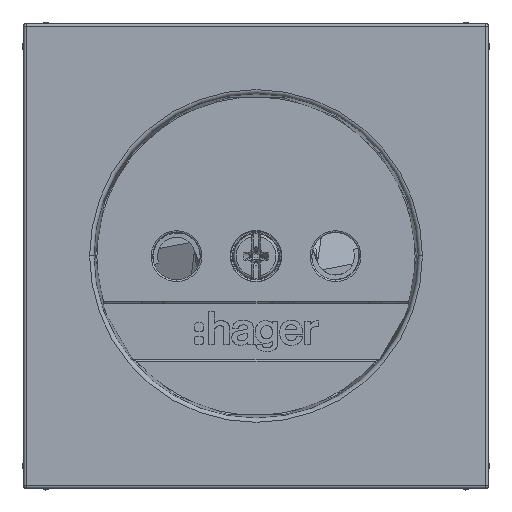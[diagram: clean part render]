
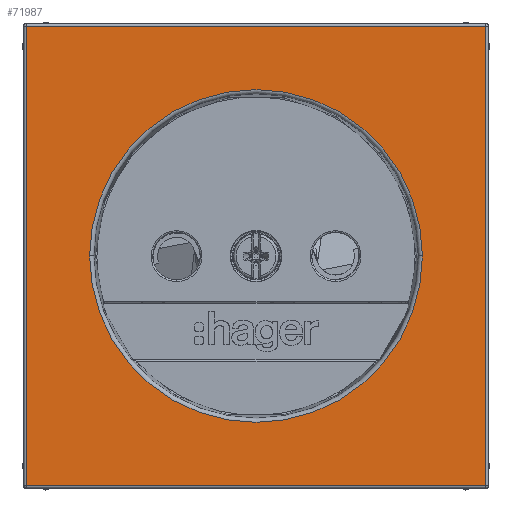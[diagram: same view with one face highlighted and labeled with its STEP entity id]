
A CAD part, top view. The second image highlights one B-rep face of the part: STEP entity #71987.
In plain terms, the highlighted face is planar.
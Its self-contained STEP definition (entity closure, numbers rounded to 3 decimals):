
#53510=CARTESIAN_POINT('',(0.,6.2,0.));
#53511=DIRECTION('',(0.,-1.,0.));
#53512=DIRECTION('',(-1.,0.,0.));
#53513=AXIS2_PLACEMENT_3D('',#53510,#53511,#53512);
#53518=CARTESIAN_POINT('',(0.,6.2,0.));
#53519=DIRECTION('',(0.,-1.,0.));
#53520=DIRECTION('',(1.,0.,0.));
#53521=AXIS2_PLACEMENT_3D('',#53518,#53519,#53520);
#53526=DIRECTION('',(1.,0.,0.));
#53527=VECTOR('',#53526,54.881);
#53528=CARTESIAN_POINT('',(-27.44,6.2,27.44));
#53529=LINE('20867',#53528,#53527);
#53533=DIRECTION('',(0.,0.,1.));
#53534=VECTOR('',#53533,54.881);
#53535=CARTESIAN_POINT('',(-27.44,6.2,-27.44));
#53536=LINE('20871',#53535,#53534);
#53540=DIRECTION('',(-1.,0.,0.));
#53541=VECTOR('',#53540,54.881);
#53542=CARTESIAN_POINT('',(27.44,6.2,-27.44));
#53543=LINE('20877',#53542,#53541);
#53547=DIRECTION('',(0.,0.,-1.));
#53548=VECTOR('',#53547,54.881);
#53549=CARTESIAN_POINT('',(27.44,6.2,27.44));
#53550=LINE('20882',#53549,#53548);
#69939=CARTESIAN_POINT('',(-27.44,6.2,27.44));
#69940=CARTESIAN_POINT('',(27.44,6.2,27.44));
#69941=VERTEX_POINT('',#69939);
#69942=VERTEX_POINT('',#69940);
#69949=CARTESIAN_POINT('',(-27.44,6.2,-27.44));
#69950=VERTEX_POINT('',#69949);
#69961=CARTESIAN_POINT('',(27.44,6.2,-27.44));
#69962=VERTEX_POINT('',#69961);
#70099=CARTESIAN_POINT('',(-19.874,6.2,0.));
#70100=CARTESIAN_POINT('',(19.874,6.2,0.));
#70101=VERTEX_POINT('',#70099);
#70102=VERTEX_POINT('',#70100);
#71966=CARTESIAN_POINT('',(0.,6.2,0.));
#71967=DIRECTION('',(0.,1.,0.));
#71968=DIRECTION('',(0.,0.,-1.));
#71969=AXIS2_PLACEMENT_3D('',#71966,#71967,#71968);
#71970=PLANE('12759',#71969);
#71972=ORIENTED_EDGE('20867',*,*,#71971,.F.);
#71974=ORIENTED_EDGE('20871',*,*,#71973,.F.);
#71976=ORIENTED_EDGE('20877',*,*,#71975,.F.);
#71978=ORIENTED_EDGE('20882',*,*,#71977,.F.);
#71979=EDGE_LOOP('12759',(#71972,#71974,#71976,#71978));
#71980=FACE_OUTER_BOUND('12759',#71979,.F.);
#71982=ORIENTED_EDGE('27372',*,*,#71981,.F.);
#71984=ORIENTED_EDGE('27374',*,*,#71983,.F.);
#71985=EDGE_LOOP('12759',(#71982,#71984));
#71986=FACE_BOUND('12759',#71985,.F.);
#53514=CIRCLE('27372',#53513,19.874);
#53522=CIRCLE('27374',#53521,19.874);
#71971=EDGE_CURVE('20867',#69941,#69942,#53529,.T.);
#71973=EDGE_CURVE('20871',#69950,#69941,#53536,.T.);
#71975=EDGE_CURVE('20877',#69962,#69950,#53543,.T.);
#71977=EDGE_CURVE('20882',#69942,#69962,#53550,.T.);
#71981=EDGE_CURVE('27372',#70101,#70102,#53514,.T.);
#71983=EDGE_CURVE('27374',#70102,#70101,#53522,.T.);
#71987=ADVANCED_FACE('12759',(#71980,#71986),#71970,.T.);
